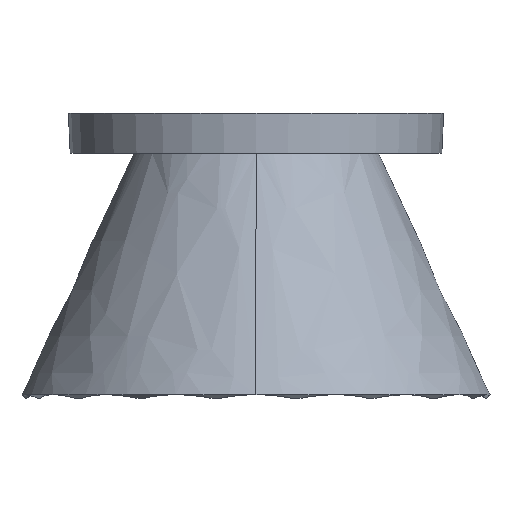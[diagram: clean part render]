
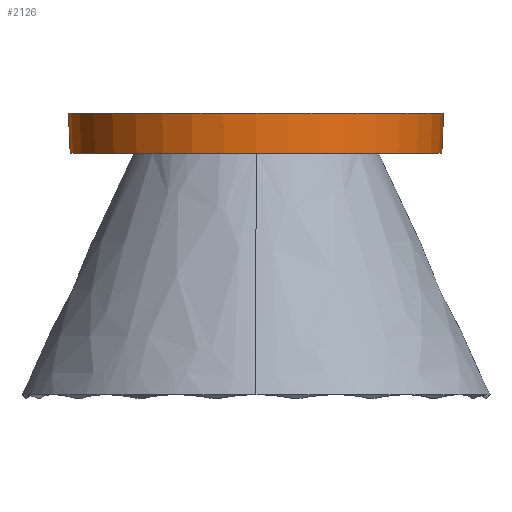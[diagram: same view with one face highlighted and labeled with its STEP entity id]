
A CAD part, left-side view. The second image highlights one B-rep face of the part: STEP entity #2126.
In plain terms, the highlighted conical face has half-angle 2.5 degrees and reference radius 26.95 mm.
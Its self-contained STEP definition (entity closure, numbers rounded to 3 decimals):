
#2126 = ADVANCED_FACE ( 'NONE', ( #23574 ), #9557, .T. ) ;
#2199 = CARTESIAN_POINT ( 'NONE',  ( 0., -26.557, -4.5 ) ) ;
#2697 = DIRECTION ( 'NONE',  ( 0., -0.044, 0.999 ) ) ;
#4076 = DIRECTION ( 'NONE',  ( 0., 0., 1. ) ) ;
#6371 = ORIENTED_EDGE ( 'NONE', *, *, #11722, .F. ) ;
#6503 = CIRCLE ( 'NONE', #26690, 26.557 ) ;
#6905 = VECTOR ( 'NONE', #2697, 1000. ) ;
#7512 = DIRECTION ( 'NONE',  ( 0., 0.044, 0.999 ) ) ;
#8098 = CARTESIAN_POINT ( 'NONE',  ( 0., 0., 1.25 ) ) ;
#8202 = ORIENTED_EDGE ( 'NONE', *, *, #18255, .F. ) ;
#9278 = EDGE_CURVE ( 'NONE', #23827, #27130, #25958, .T. ) ;
#9557 = CONICAL_SURFACE ( 'NONE', #20795, 26.95, 0.044 ) ;
#9774 = EDGE_CURVE ( 'NONE', #23827, #20385, #6503, .T. ) ;
#10569 = DIRECTION ( 'NONE',  ( 0., -1., 0. ) ) ;
#11722 = EDGE_CURVE ( 'NONE', #21882, #27130, #25189, .T. ) ;
#12380 = CARTESIAN_POINT ( 'NONE',  ( 0., 26.95, 4.5 ) ) ;
#14609 = CARTESIAN_POINT ( 'NONE',  ( 0., 0., -4.5 ) ) ;
#15822 = VECTOR ( 'NONE', #7512, 1000. ) ;
#17134 = DIRECTION ( 'NONE',  ( 0., 1., 0. ) ) ;
#18255 = EDGE_CURVE ( 'NONE', #20385, #21882, #28965, .T. ) ;
#20212 = CARTESIAN_POINT ( 'NONE',  ( 0., -26.808, 1.25 ) ) ;
#20385 = VERTEX_POINT ( 'NONE', #28509 ) ;
#20795 = AXIS2_PLACEMENT_3D ( 'NONE', #28801, #4076, #31274 ) ;
#21882 = VERTEX_POINT ( 'NONE', #24589 ) ;
#23374 = ORIENTED_EDGE ( 'NONE', *, *, #9774, .F. ) ;
#23574 = FACE_OUTER_BOUND ( 'NONE', #31425, .T. ) ;
#23827 = VERTEX_POINT ( 'NONE', #2199 ) ;
#24589 = CARTESIAN_POINT ( 'NONE',  ( 0., 26.808, 1.25 ) ) ;
#25189 = CIRCLE ( 'NONE', #31486, 26.808 ) ;
#25455 = DIRECTION ( 'NONE',  ( 0., 0., 1. ) ) ;
#25958 = LINE ( 'NONE', #27419, #6905 ) ;
#26690 = AXIS2_PLACEMENT_3D ( 'NONE', #14609, #31942, #17134 ) ;
#27130 = VERTEX_POINT ( 'NONE', #20212 ) ;
#27419 = CARTESIAN_POINT ( 'NONE',  ( 0., -26.95, 4.5 ) ) ;
#28509 = CARTESIAN_POINT ( 'NONE',  ( 0., 26.557, -4.5 ) ) ;
#28801 = CARTESIAN_POINT ( 'NONE',  ( 0., 0., 4.5 ) ) ;
#28965 = LINE ( 'NONE', #12380, #15822 ) ;
#30133 = ORIENTED_EDGE ( 'NONE', *, *, #9278, .T. ) ;
#31274 = DIRECTION ( 'NONE',  ( 0., -1., 0. ) ) ;
#31425 = EDGE_LOOP ( 'NONE', ( #8202, #23374, #30133, #6371 ) ) ;
#31486 = AXIS2_PLACEMENT_3D ( 'NONE', #8098, #25455, #10569 ) ;
#31942 = DIRECTION ( 'NONE',  ( 0., 0., -1. ) ) ;
